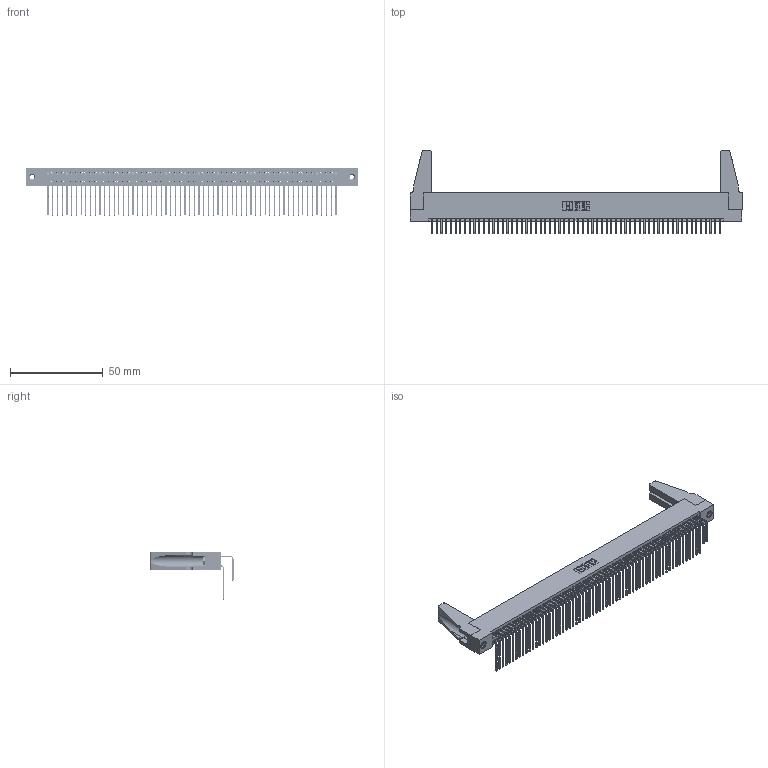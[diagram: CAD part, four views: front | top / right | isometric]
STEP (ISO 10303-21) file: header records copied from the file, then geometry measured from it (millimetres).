
FILE_DESCRIPTION (( 'STEP AP203' ), '1' );
FILE_NAME ('395-124-558-288.STEP', '2019-10-28T12:56:34', ( '' ), ( '' ), 'SwSTEP 2.0', 'SolidWorks 2016', '' );
FILE_SCHEMA (( 'CONFIG_CONTROL_DESIGN' ));
Length unit declared in the file: inch
Products named in the file (6): 345-220-078_345-220-088; 395-124-558-288; 345 Part_Flush Mounting Lugs - 0.156 Dia-TH; 345-292-001_558 559 Tail - 1; 345-292-001_558 Tail - 2; 345-250-001_345-250-001-102
Assembly tree (129 placements, depth 2):
  395-124-558-288
    345 Part_Flush Mounting Lugs - 0.156 Dia-TH
    345-292-001_558 559 Tail - 1  x62
    345-292-001_558 Tail - 2  x62
    345-250-001_345-250-001-102  x2
    345-220-078_345-220-088  x2
Bounding box: 178.71 x 44.69 x 25.53 mm (x, y, z)
Volume: 21513.9 mm3; surface area: 33866.7 mm2
Topology: 129 solids, 129 shells, 6698 faces, 19875 edges, 13074 vertices
Faces by surface type: plane 4492, cylinder 2190, cone 12, torus 4
Entity records: 49754 total; most frequent: CARTESIAN_POINT 8361, ORIENTED_EDGE 8204, DIRECTION 7326, EDGE_CURVE 4102, VECTOR 3640, LINE 3640, VERTEX_POINT 2726, AXIS2_PLACEMENT_3D 1843
